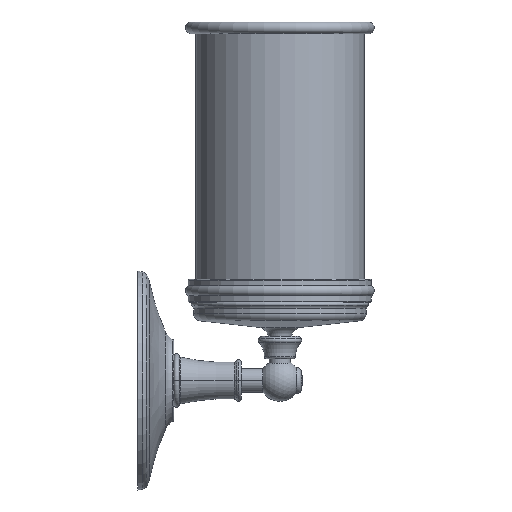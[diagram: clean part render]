
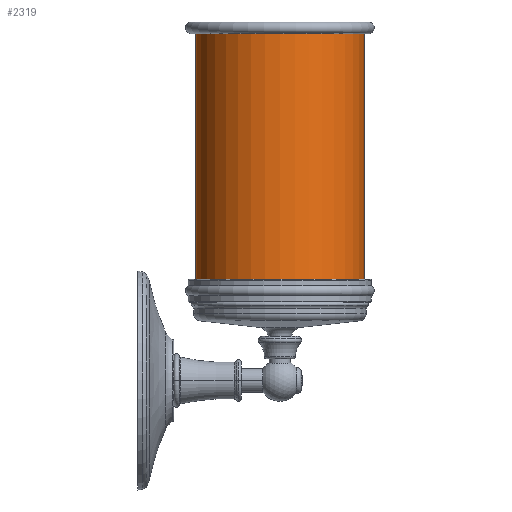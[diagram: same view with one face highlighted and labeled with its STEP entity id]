
A CAD part, top view. The second image highlights one B-rep face of the part: STEP entity #2319.
In plain terms, the highlighted cylindrical face has radius 46.5 mm (diameter 93 mm), a partial arc.
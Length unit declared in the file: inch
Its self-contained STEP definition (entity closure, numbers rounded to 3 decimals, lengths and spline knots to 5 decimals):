
#747=DIRECTION('',(0.,-1.,0.));
#748=VECTOR('',#747,5.49276);
#749=CARTESIAN_POINT('',(1.25429,7.68688,0.));
#750=LINE('',#749,#748);
#751=CARTESIAN_POINT('',(3.085,2.19413,0.));
#752=DIRECTION('',(0.,-1.,0.));
#753=DIRECTION('',(1.,0.,0.));
#754=AXIS2_PLACEMENT_3D('',#751,#752,#753);
#756=CARTESIAN_POINT('',(3.085,7.68688,0.));
#757=DIRECTION('',(0.,-1.,0.));
#758=DIRECTION('',(1.,0.,0.));
#759=AXIS2_PLACEMENT_3D('',#756,#757,#758);
#761=DIRECTION('',(0.,-1.,0.));
#762=VECTOR('',#761,5.49276);
#763=CARTESIAN_POINT('',(4.91571,7.68688,0.));
#764=LINE('',#763,#762);
#1151=CARTESIAN_POINT('',(1.25429,7.68688,0.));
#1152=CARTESIAN_POINT('',(4.91571,7.68688,0.));
#1153=VERTEX_POINT('',#1151);
#1154=VERTEX_POINT('',#1152);
#1187=CARTESIAN_POINT('',(1.25429,2.19413,0.));
#1188=CARTESIAN_POINT('',(4.91571,2.19413,0.));
#1189=VERTEX_POINT('',#1187);
#1190=VERTEX_POINT('',#1188);
#2307=CARTESIAN_POINT('',(3.085,7.68688,0.));
#2308=DIRECTION('',(0.,-1.,0.));
#2309=DIRECTION('',(-1.,0.,0.));
#2310=AXIS2_PLACEMENT_3D('',#2307,#2308,#2309);
#2311=CYLINDRICAL_SURFACE('',#2310,1.83071);
#2312=ORIENTED_EDGE('',*,*,#2287,.T.);
#2313=ORIENTED_EDGE('',*,*,#2302,.F.);
#2315=ORIENTED_EDGE('',*,*,#2314,.F.);
#2316=ORIENTED_EDGE('',*,*,#2298,.T.);
#2317=EDGE_LOOP('',(#2312,#2313,#2315,#2316));
#2318=FACE_OUTER_BOUND('',#2317,.F.);
#2319=ADVANCED_FACE('',(#2318),#2311,.T.);
#755=CIRCLE('',#754,1.83071);
#760=CIRCLE('',#759,1.83071);
#2287=EDGE_CURVE('',#1190,#1189,#755,.T.);
#2298=EDGE_CURVE('',#1154,#1190,#764,.T.);
#2302=EDGE_CURVE('',#1153,#1189,#750,.T.);
#2314=EDGE_CURVE('',#1154,#1153,#760,.T.);
